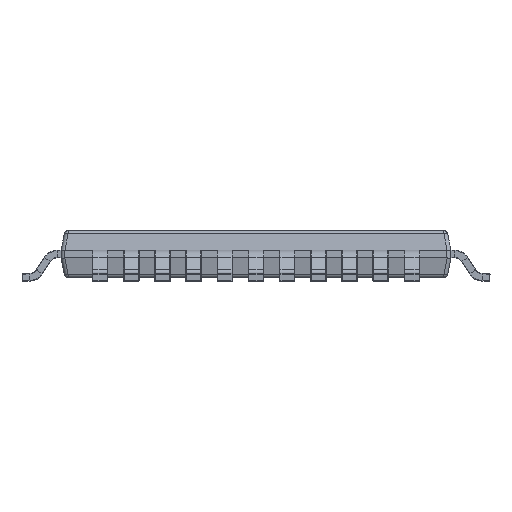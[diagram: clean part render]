
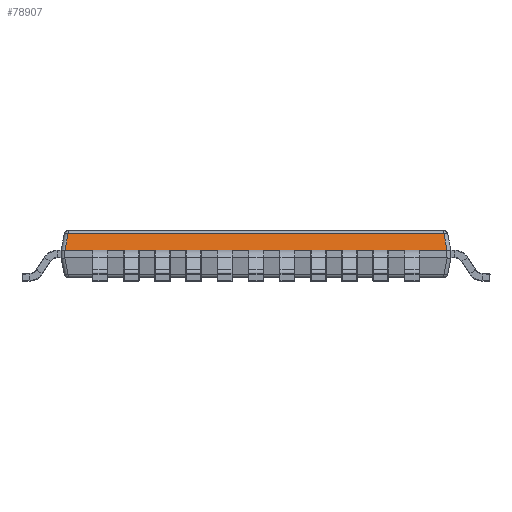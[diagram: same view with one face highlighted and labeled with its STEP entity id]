
A CAD part, left-side view. The second image highlights one B-rep face of the part: STEP entity #78907.
In plain terms, the highlighted planar face has unit normal (-0.981, 0, 0.196).
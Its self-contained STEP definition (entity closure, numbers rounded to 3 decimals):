
#2005 = EDGE_CURVE ( 'NONE', #10330, #100852, #24218, .T. ) ;
#2440 = CARTESIAN_POINT ( 'NONE',  ( -5., -4.901, 0.8 ) ) ;
#3750 = CARTESIAN_POINT ( 'NONE',  ( -5., 4.9, 0.8 ) ) ;
#4162 = CARTESIAN_POINT ( 'NONE',  ( -5., -4.901, 0.8 ) ) ;
#5675 = CARTESIAN_POINT ( 'NONE',  ( -4.916, -4.818, 1.22 ) ) ;
#10330 = VERTEX_POINT ( 'NONE', #49820 ) ;
#12373 = CARTESIAN_POINT ( 'NONE',  ( -5., 4.901, 0.8 ) ) ;
#14303 = EDGE_CURVE ( 'NONE', #100852, #68609, #68822, .T. ) ;
#17264 = VECTOR ( 'NONE', #25648, 1000. ) ;
#17463 = EDGE_CURVE ( 'NONE', #68609, #27558, #59537, .T. ) ;
#21480 = EDGE_CURVE ( 'NONE', #89622, #10330, #87022, .T. ) ;
#23107 = DIRECTION ( 'NONE',  ( 0.192, 0.192, 0.962 ) ) ;
#24218 = LINE ( 'NONE', #59265, #82449 ) ;
#25205 = DIRECTION ( 'NONE',  ( 0., 1., 0. ) ) ;
#25421 = VERTEX_POINT ( 'NONE', #82225 ) ;
#25648 = DIRECTION ( 'NONE',  ( -0.192, 0.192, -0.962 ) ) ;
#27108 = ORIENTED_EDGE ( 'NONE', *, *, #14303, .T. ) ;
#27558 = VERTEX_POINT ( 'NONE', #49201 ) ;
#27815 = CARTESIAN_POINT ( 'NONE',  ( -5., -4.902, 0.8 ) ) ;
#36518 = DIRECTION ( 'NONE',  ( -0.981, 0., 0.196 ) ) ;
#45216 = ORIENTED_EDGE ( 'NONE', *, *, #17463, .T. ) ;
#47850 = CARTESIAN_POINT ( 'NONE',  ( -5., -4.9, 0.8 ) ) ;
#48113 = VECTOR ( 'NONE', #25205, 1000. ) ;
#49201 = CARTESIAN_POINT ( 'NONE',  ( -5., 4.902, 0.8 ) ) ;
#49820 = CARTESIAN_POINT ( 'NONE',  ( -5., -4.902, 0.8 ) ) ;
#50535 = VECTOR ( 'NONE', #111226, 1000. ) ;
#51885 =( BOUNDED_CURVE ( )  B_SPLINE_CURVE ( 3, ( #91082, #12373, #58292, #3750 ),
 .UNSPECIFIED., .F., .F. ) 
 B_SPLINE_CURVE_WITH_KNOTS ( ( 4, 4 ),
 ( 6.264, 6.283 ),
 .UNSPECIFIED. ) 
 CURVE ( )  GEOMETRIC_REPRESENTATION_ITEM ( )  RATIONAL_B_SPLINE_CURVE ( ( 1., 1., 1., 1. ) ) 
 REPRESENTATION_ITEM ( '' )  );
#56973 = CARTESIAN_POINT ( 'NONE',  ( -5., -4.9, 0.8 ) ) ;
#57147 = ORIENTED_EDGE ( 'NONE', *, *, #21480, .T. ) ;
#58292 = CARTESIAN_POINT ( 'NONE',  ( -5., 4.901, 0.8 ) ) ;
#59023 = CARTESIAN_POINT ( 'NONE',  ( -4.916, 0., 1.22 ) ) ;
#59185 = ORIENTED_EDGE ( 'NONE', *, *, #70667, .F. ) ;
#59265 = CARTESIAN_POINT ( 'NONE',  ( -4.722, -4.624, 2.189 ) ) ;
#59537 = LINE ( 'NONE', #95074, #17264 ) ;
#62780 = AXIS2_PLACEMENT_3D ( 'NONE', #77809, #36518, #106455 ) ;
#63672 = ORIENTED_EDGE ( 'NONE', *, *, #93720, .T. ) ;
#68609 = VERTEX_POINT ( 'NONE', #102786 ) ;
#68822 = LINE ( 'NONE', #59023, #50535 ) ;
#69487 = ORIENTED_EDGE ( 'NONE', *, *, #2005, .T. ) ;
#70667 = EDGE_CURVE ( 'NONE', #89622, #25421, #77964, .T. ) ;
#76264 = CARTESIAN_POINT ( 'NONE',  ( -5., 5., 0.8 ) ) ;
#77809 = CARTESIAN_POINT ( 'NONE',  ( -4.9, 0., 1.3 ) ) ;
#77964 = LINE ( 'NONE', #76264, #48113 ) ;
#78907 = ADVANCED_FACE ( 'NONE', ( #88681 ), #79473, .T. ) ;
#79473 = PLANE ( 'NONE',  #62780 ) ;
#82225 = CARTESIAN_POINT ( 'NONE',  ( -5., 4.9, 0.8 ) ) ;
#82449 = VECTOR ( 'NONE', #23107, 1000. ) ;
#87022 =( BOUNDED_CURVE ( )  B_SPLINE_CURVE ( 3, ( #47850, #2440, #4162, #27815 ),
 .UNSPECIFIED., .F., .T. ) 
 B_SPLINE_CURVE_WITH_KNOTS ( ( 4, 4 ),
 ( 0., 0.019 ),
 .UNSPECIFIED. ) 
 CURVE ( )  GEOMETRIC_REPRESENTATION_ITEM ( )  RATIONAL_B_SPLINE_CURVE ( ( 1., 1., 1., 1. ) ) 
 REPRESENTATION_ITEM ( '' )  );
#88681 = FACE_OUTER_BOUND ( 'NONE', #99844, .T. ) ;
#89622 = VERTEX_POINT ( 'NONE', #56973 ) ;
#91082 = CARTESIAN_POINT ( 'NONE',  ( -5., 4.902, 0.8 ) ) ;
#93720 = EDGE_CURVE ( 'NONE', #27558, #25421, #51885, .T. ) ;
#95074 = CARTESIAN_POINT ( 'NONE',  ( -4.722, 4.624, 2.189 ) ) ;
#99844 = EDGE_LOOP ( 'NONE', ( #45216, #63672, #59185, #57147, #69487, #27108 ) ) ;
#100852 = VERTEX_POINT ( 'NONE', #5675 ) ;
#102786 = CARTESIAN_POINT ( 'NONE',  ( -4.916, 4.818, 1.22 ) ) ;
#106455 = DIRECTION ( 'NONE',  ( 0., 1., 0. ) ) ;
#111226 = DIRECTION ( 'NONE',  ( 0., 1., 0. ) ) ;
